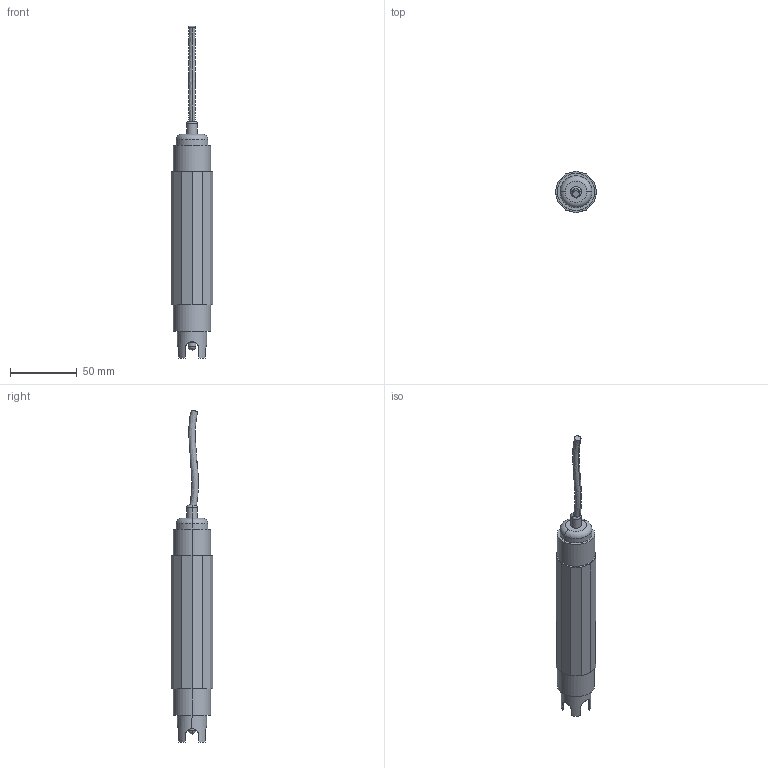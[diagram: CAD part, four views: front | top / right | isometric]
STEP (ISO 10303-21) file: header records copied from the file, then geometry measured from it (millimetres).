
FILE_DESCRIPTION (( 'STEP AP214' ), '1' );
FILE_NAME ('pH_Sensor.STEP', '2019-09-19T08:38:43', ( '' ), ( '' ), 'SwSTEP 2.0', 'SolidWorks 2017', '' );
FILE_SCHEMA (( 'AUTOMOTIVE_DESIGN' ));
Length unit declared in the file: millimetre
Products named in the file (1): pH_Sensor
Bounding box: 31.06 x 31.06 x 249.41 mm (x, y, z)
Volume: 105794.4 mm3; surface area: 17895.8 mm2
Topology: 1 solids, 1 shells, 63 faces, 158 edges, 101 vertices
Faces by surface type: plane 32, cylinder 23, torus 4, bspline 2, sphere 2
Entity records: 2386 total; most frequent: CARTESIAN_POINT 826, ORIENTED_EDGE 308, DIRECTION 299, EDGE_CURVE 154, AXIS2_PLACEMENT_3D 108, VERTEX_POINT 99, VECTOR 83, LINE 83
